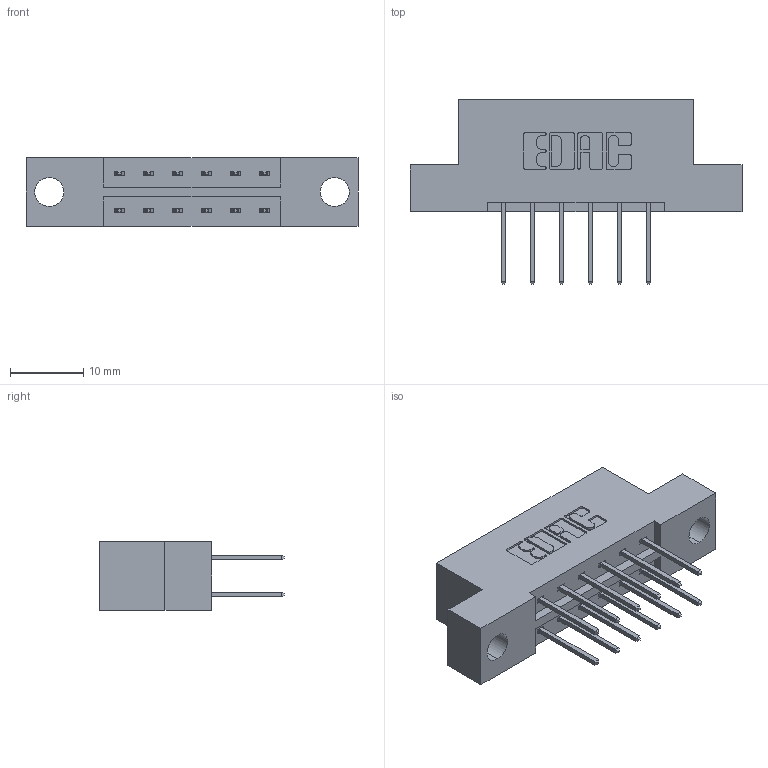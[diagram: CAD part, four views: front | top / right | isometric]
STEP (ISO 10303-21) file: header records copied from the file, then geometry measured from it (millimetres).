
FILE_DESCRIPTION (( 'STEP AP203' ), '1' );
FILE_NAME ('833-012-523-204.STEP', '2020-05-30T21:12:53', ( '' ), ( '' ), 'SwSTEP 2.0', 'SolidWorks 2020', '' );
FILE_SCHEMA (( 'CONFIG_CONTROL_DESIGN' ));
Length unit declared in the file: inch
Products named in the file (3): 833-012-523-204; 833 Part_Flush - .156 Dia - TH; 345-292-001_345-293-123
Assembly tree (13 placements, depth 2):
  833-012-523-204
    833 Part_Flush - .156 Dia - TH
    345-292-001_345-293-123  x12
Bounding box: 45.31 x 25.15 x 9.4 mm (x, y, z)
Volume: 4226.3 mm3; surface area: 4525.6 mm2
Topology: 13 solids, 13 shells, 738 faces, 2171 edges, 1430 vertices
Faces by surface type: plane 502, cylinder 236
Entity records: 8537 total; most frequent: CARTESIAN_POINT 1458, ORIENTED_EDGE 1394, DIRECTION 1309, EDGE_CURVE 697, VECTOR 569, LINE 569, VERTEX_POINT 462, AXIS2_PLACEMENT_3D 370
